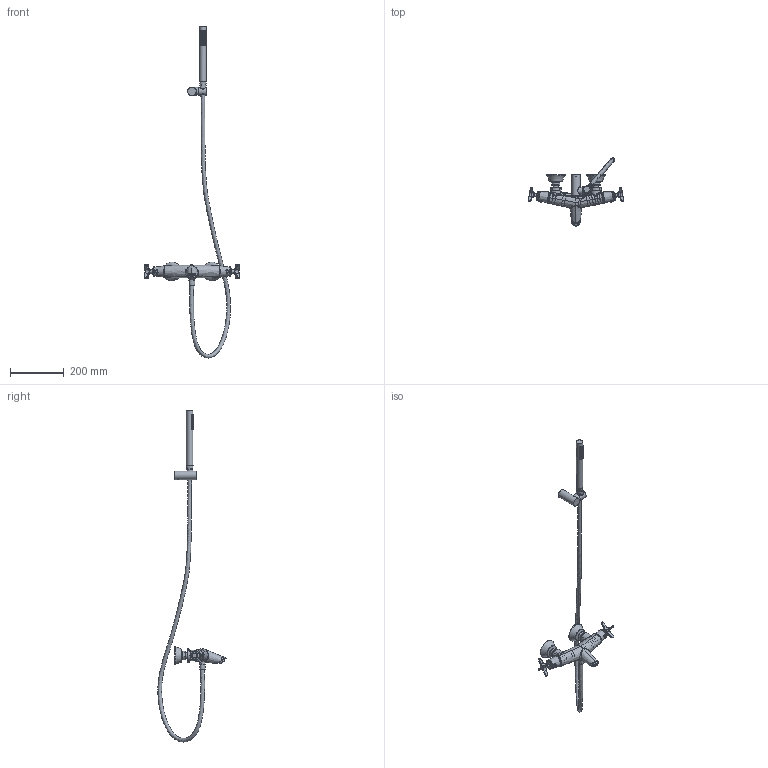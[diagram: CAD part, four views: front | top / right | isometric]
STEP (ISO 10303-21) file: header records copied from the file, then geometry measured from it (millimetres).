
FILE_DESCRIPTION (( 'STEP AP203' ), '1' );
FILE_NAME ('91CP06311.STEP', '2021-11-18T12:49:48', ( '' ), ( '' ), 'SwSTEP 2.0', 'SolidWorks 2021', '' );
FILE_SCHEMA (( 'CONFIG_CONTROL_DESIGN' ));
Products named in the file (1): 91CP06311
Bounding box: 354.8 x 252.93 x 1230.98 mm (x, y, z)
Volume: 628893.6 mm3; surface area: 294013.7 mm2
Topology: 26 solids, 26 shells, 1398 faces, 3375 edges, 2173 vertices
Faces by surface type: plane 532, cylinder 372, bspline 264, cone 166, torus 44, sphere 20
Full cylindrical faces by diameter (mm): 1.971 x1, 2.5 x2, 3 x2, 3.1 x4, 3.3 x6, 4.15 x2, 4.4 x2, 4.5 x5, 4.8 x2, 5.5 x3, 5.8 x9, 6 x1, 6.2 x1, 8 x2, 8.571 x1, 9.8 x2, 10 x1, 10.5 x2, 12.471 x1, 12.5 x4, 12.6 x2, 12.8 x2, 13.4 x1, 14 x1, 15 x6, 16 x1, 16.2 x2, 17.371 x1, 17.971 x1, 18 x3
Entity records: 70946 total; most frequent: CARTESIAN_POINT 43643, ORIENTED_EDGE 5618, DIRECTION 4716, EDGE_CURVE 2809, VERTEX_POINT 1968, EDGE_LOOP 1961, AXIS2_PLACEMENT_3D 1902, FACE_OUTER_BOUND 1562
